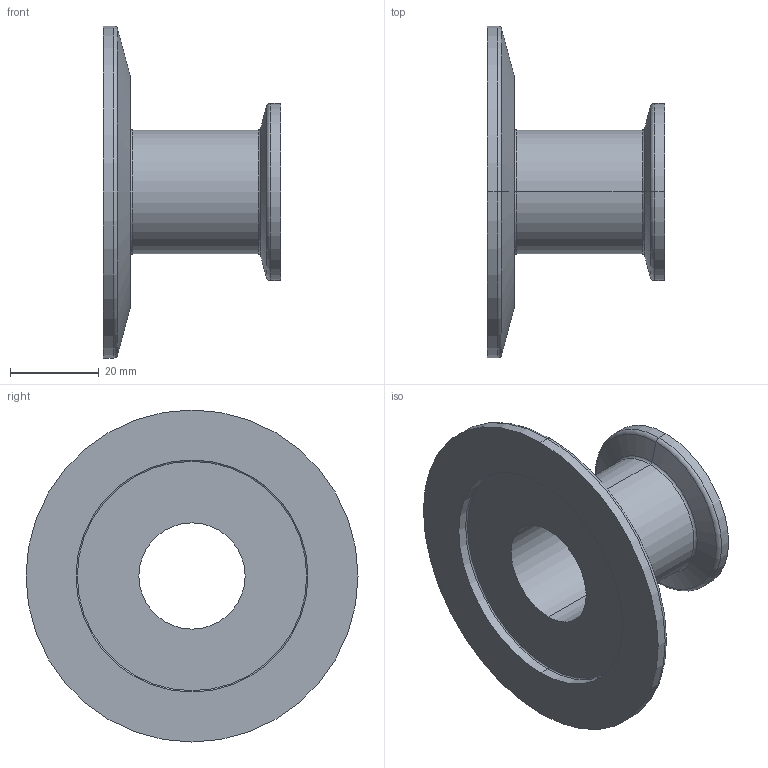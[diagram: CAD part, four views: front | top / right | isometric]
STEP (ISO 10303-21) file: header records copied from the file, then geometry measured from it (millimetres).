
FILE_DESCRIPTION (( 'STEP AP214' ), '1' );
FILE_NAME ('120RRG050-025-40.step', '2017-07-06T09:42:34', ( 'install' ), ( '' ), 'SwSTEP 2.0', 'SolidWorks 2015', '' );
FILE_SCHEMA (( 'AUTOMOTIVE_DESIGN' ));
Length unit declared in the file: millimetre
Products named in the file (1): 120RRG050-025-40
Bounding box: 40 x 75 x 75 mm (x, y, z)
Volume: 23689 mm3; surface area: 16091.7 mm2
Topology: 1 solids, 1 shells, 33 faces, 66 edges, 38 vertices
Faces by surface type: cylinder 12, torus 12, plane 5, cone 4
Entity records: 904 total; most frequent: DIRECTION 184, CARTESIAN_POINT 138, ORIENTED_EDGE 132, AXIS2_PLACEMENT_3D 84, EDGE_CURVE 66, CIRCLE 50, EDGE_LOOP 38, VERTEX_POINT 38
